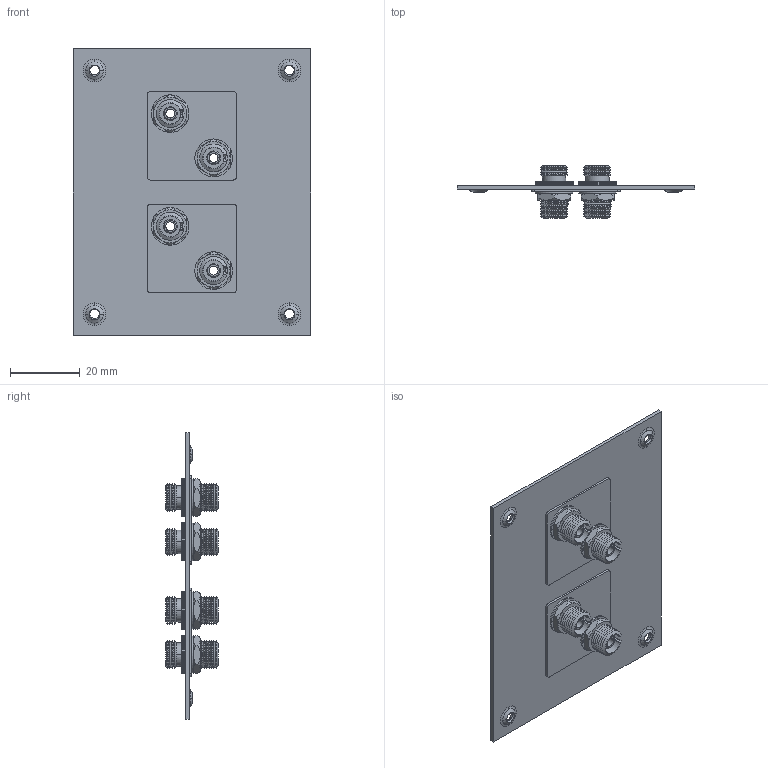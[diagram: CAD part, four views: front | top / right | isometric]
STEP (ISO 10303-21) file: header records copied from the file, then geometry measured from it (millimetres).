
FILE_DESCRIPTION (( 'STEP AP203' ), '1' );
FILE_NAME ('USP4FOPT-FCB.STEP', '2011-08-09T20:18:50', ( 'x' ), ( 'Microsoft' ), 'SwSTEP 2.0', 'SolidWorks 2010', '' );
FILE_SCHEMA (( 'CONFIG_CONTROL_DESIGN' ));
Length unit declared in the file: inch
Products named in the file (7): 3AA03-003; FOA-033; 3AA02-003; USP4FOPT-FCB; FOA-033-SHIM; FOA-033_with out dust caps; USP4FOPT-PROD
Assembly tree (10 placements, depth 3):
  USP4FOPT-FCB
    FOA-033_with out dust caps  x4
      FOA-033
      3AA02-003
      3AA03-003
    FOA-033-SHIM  x2
    USP4FOPT-PROD
Bounding box: 68.07 x 14.99 x 82.04 mm (x, y, z)
Volume: 7865.2 mm3; surface area: 19218.9 mm2
Topology: 15 solids, 15 shells, 1738 faces, 4904 edges, 3216 vertices
Faces by surface type: plane 1030, cylinder 432, cone 260, torus 16
Entity records: 18197 total; most frequent: CARTESIAN_POINT 3631, ORIENTED_EDGE 2938, DIRECTION 2814, EDGE_CURVE 1469, VECTOR 992, LINE 992, VERTEX_POINT 960, AXIS2_PLACEMENT_3D 911
